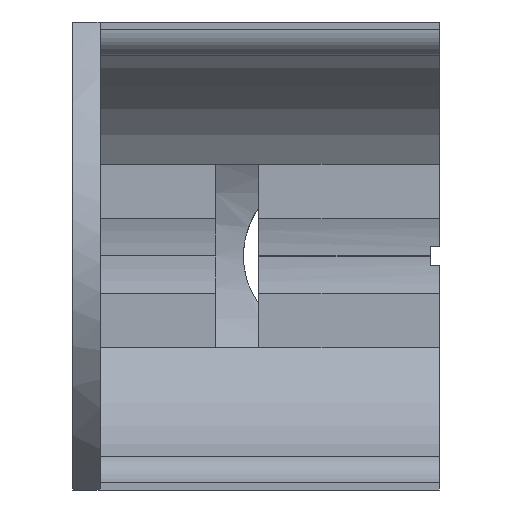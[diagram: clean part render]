
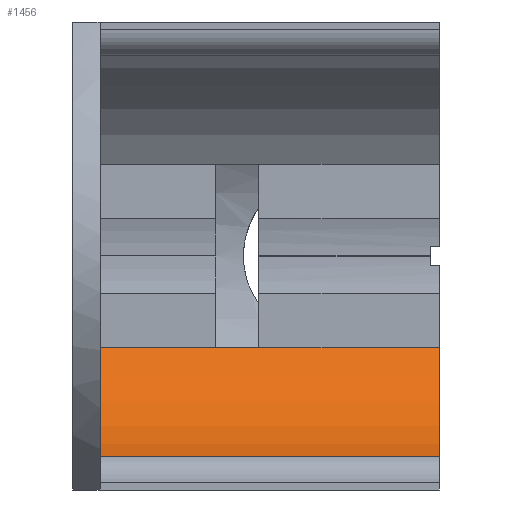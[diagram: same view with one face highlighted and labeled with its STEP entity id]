
A CAD part, left-side view. The second image highlights one B-rep face of the part: STEP entity #1456.
In plain terms, the highlighted cylindrical face has radius 23 mm (diameter 46 mm), a partial arc.
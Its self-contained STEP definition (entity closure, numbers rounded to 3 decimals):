
#106 = VERTEX_POINT ( 'NONE', #848 ) ;
#108 = VERTEX_POINT ( 'NONE', #1466 ) ;
#204 = DIRECTION ( 'NONE',  ( 1., 0., 0. ) ) ;
#217 = DIRECTION ( 'NONE',  ( 0., -1., 0. ) ) ;
#257 = EDGE_CURVE ( 'NONE', #108, #747, #1306, .T. ) ;
#355 = AXIS2_PLACEMENT_3D ( 'NONE', #1657, #359, #204 ) ;
#359 = DIRECTION ( 'NONE',  ( 0., -1., 0. ) ) ;
#375 = CARTESIAN_POINT ( 'NONE',  ( 7.106, 37., -21.875 ) ) ;
#398 = AXIS2_PLACEMENT_3D ( 'NONE', #1760, #973, #1448 ) ;
#425 = ORIENTED_EDGE ( 'NONE', *, *, #257, .F. ) ;
#508 = CYLINDRICAL_SURFACE ( 'NONE', #398, 23. ) ;
#546 = CIRCLE ( 'NONE', #1086, 23. ) ;
#570 = VERTEX_POINT ( 'NONE', #1977 ) ;
#657 = EDGE_CURVE ( 'NONE', #106, #747, #1153, .T. ) ;
#666 = EDGE_CURVE ( 'NONE', #570, #106, #1812, .T. ) ;
#671 = CARTESIAN_POINT ( 'NONE',  ( 0., 37., 0. ) ) ;
#703 = DIRECTION ( 'NONE',  ( 1., 0., 0. ) ) ;
#747 = VERTEX_POINT ( 'NONE', #1177 ) ;
#787 = EDGE_CURVE ( 'NONE', #570, #108, #546, .T. ) ;
#834 = ORIENTED_EDGE ( 'NONE', *, *, #787, .F. ) ;
#848 = CARTESIAN_POINT ( 'NONE',  ( 7.106, 0., -21.875 ) ) ;
#891 = VECTOR ( 'NONE', #217, 1000. ) ;
#973 = DIRECTION ( 'NONE',  ( 0., -1., 0. ) ) ;
#975 = ORIENTED_EDGE ( 'NONE', *, *, #666, .T. ) ;
#1008 = CARTESIAN_POINT ( 'NONE',  ( 20.712, 37., -10. ) ) ;
#1086 = AXIS2_PLACEMENT_3D ( 'NONE', #671, #1968, #703 ) ;
#1124 = VECTOR ( 'NONE', #1644, 1000. ) ;
#1153 = CIRCLE ( 'NONE', #355, 23. ) ;
#1177 = CARTESIAN_POINT ( 'NONE',  ( 20.712, 0., -10. ) ) ;
#1291 = FACE_OUTER_BOUND ( 'NONE', #1357, .T. ) ;
#1306 = LINE ( 'NONE', #1008, #1124 ) ;
#1357 = EDGE_LOOP ( 'NONE', ( #834, #975, #1577, #425 ) ) ;
#1448 = DIRECTION ( 'NONE',  ( 1., 0., 0. ) ) ;
#1456 = ADVANCED_FACE ( 'NONE', ( #1291 ), #508, .F. ) ;
#1466 = CARTESIAN_POINT ( 'NONE',  ( 20.712, 37., -10. ) ) ;
#1577 = ORIENTED_EDGE ( 'NONE', *, *, #657, .T. ) ;
#1644 = DIRECTION ( 'NONE',  ( 0., -1., 0. ) ) ;
#1657 = CARTESIAN_POINT ( 'NONE',  ( 0., 0., 0. ) ) ;
#1760 = CARTESIAN_POINT ( 'NONE',  ( 0., 37., 0. ) ) ;
#1812 = LINE ( 'NONE', #375, #891 ) ;
#1968 = DIRECTION ( 'NONE',  ( 0., -1., 0. ) ) ;
#1977 = CARTESIAN_POINT ( 'NONE',  ( 7.106, 37., -21.875 ) ) ;
